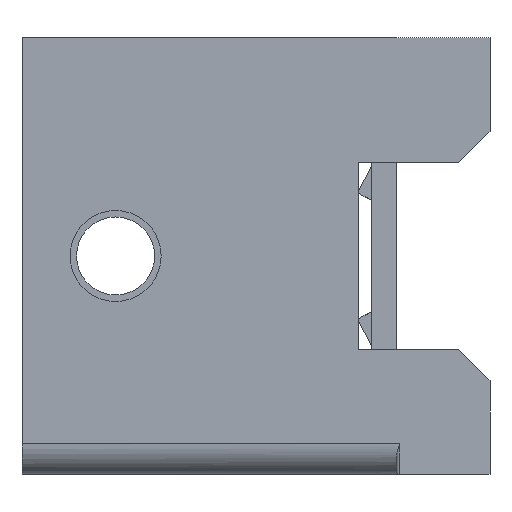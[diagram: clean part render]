
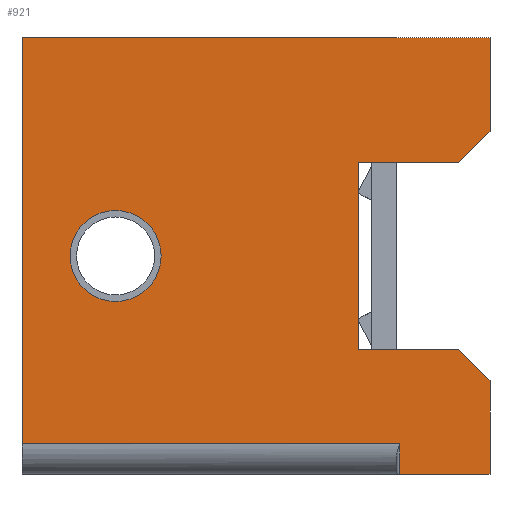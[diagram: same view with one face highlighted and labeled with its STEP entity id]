
A CAD part, left-side view. The second image highlights one B-rep face of the part: STEP entity #921.
In plain terms, the highlighted planar face has unit normal (-1, 0, 0).
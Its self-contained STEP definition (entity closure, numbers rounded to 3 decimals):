
#737=CARTESIAN_POINT('',(210.726,174.807,4.899));
#738=VERTEX_POINT('',#737);
#758=CARTESIAN_POINT('',(210.726,174.807,0.0));
#759=VERTEX_POINT('',#758);
#767=CARTESIAN_POINT('',(210.726,174.807,0.0));
#768=DIRECTION('',(0.0,0.0,1.0));
#769=VECTOR('',#768,4.899);
#770=LINE('',#767,#769);
#771=EDGE_CURVE('',#759,#738,#770,.T.);
#816=CARTESIAN_POINT('',(210.726,160.307,0.0));
#817=DIRECTION('',(-1.0,0.0,0.0));
#818=DIRECTION('',(0.0,0.0,1.0));
#819=AXIS2_PLACEMENT_3D('',#816,#817,#818);
#820=PLANE('',#819);
#821=CARTESIAN_POINT('',(210.726,235.307,4.899));
#822=VERTEX_POINT('',#821);
#823=CARTESIAN_POINT('',(210.726,174.807,4.899));
#824=DIRECTION('',(0.0,1.0,0.0));
#825=VECTOR('',#824,60.5);
#826=LINE('',#823,#825);
#827=EDGE_CURVE('',#738,#822,#826,.T.);
#828=ORIENTED_EDGE('',*,*,#827,.F.);
#829=ORIENTED_EDGE('',*,*,#771,.F.);
#830=CARTESIAN_POINT('',(210.726,160.307,0.0));
#831=VERTEX_POINT('',#830);
#832=CARTESIAN_POINT('',(210.726,174.807,0.0));
#833=DIRECTION('',(0.0,-1.0,0.0));
#834=VECTOR('',#833,14.5);
#835=LINE('',#832,#834);
#836=EDGE_CURVE('',#759,#831,#835,.T.);
#837=ORIENTED_EDGE('',*,*,#836,.T.);
#838=CARTESIAN_POINT('',(210.726,160.307,15.));
#839=VERTEX_POINT('',#838);
#840=CARTESIAN_POINT('',(210.726,160.307,0.0));
#841=DIRECTION('',(0.0,0.0,1.0));
#842=VECTOR('',#841,15.);
#843=LINE('',#840,#842);
#844=EDGE_CURVE('',#831,#839,#843,.T.);
#845=ORIENTED_EDGE('',*,*,#844,.T.);
#846=CARTESIAN_POINT('',(210.726,165.307,20.));
#847=VERTEX_POINT('',#846);
#848=CARTESIAN_POINT('',(210.726,160.307,15.));
#849=DIRECTION('',(0.0,0.707,0.707));
#850=VECTOR('',#849,7.071);
#851=LINE('',#848,#850);
#852=EDGE_CURVE('',#839,#847,#851,.T.);
#853=ORIENTED_EDGE('',*,*,#852,.T.);
#854=CARTESIAN_POINT('',(210.726,181.307,20.0));
#855=VERTEX_POINT('',#854);
#856=CARTESIAN_POINT('',(210.726,165.307,20.));
#857=DIRECTION('',(0.0,1.0,0.0));
#858=VECTOR('',#857,16.);
#859=LINE('',#856,#858);
#860=EDGE_CURVE('',#847,#855,#859,.T.);
#861=ORIENTED_EDGE('',*,*,#860,.T.);
#862=CARTESIAN_POINT('',(210.726,181.307,50.0));
#863=VERTEX_POINT('',#862);
#864=CARTESIAN_POINT('',(210.726,181.307,20.0));
#865=DIRECTION('',(0.0,0.0,1.0));
#866=VECTOR('',#865,30.0);
#867=LINE('',#864,#866);
#868=EDGE_CURVE('',#855,#863,#867,.T.);
#869=ORIENTED_EDGE('',*,*,#868,.T.);
#870=CARTESIAN_POINT('',(210.726,165.307,50.0));
#871=VERTEX_POINT('',#870);
#872=CARTESIAN_POINT('',(210.726,181.307,50.0));
#873=DIRECTION('',(0.0,-1.0,0.0));
#874=VECTOR('',#873,16.);
#875=LINE('',#872,#874);
#876=EDGE_CURVE('',#863,#871,#875,.T.);
#877=ORIENTED_EDGE('',*,*,#876,.T.);
#878=CARTESIAN_POINT('',(210.726,160.307,55.0));
#879=VERTEX_POINT('',#878);
#880=CARTESIAN_POINT('',(210.726,165.307,50.0));
#881=DIRECTION('',(0.0,-0.707,0.707));
#882=VECTOR('',#881,7.071);
#883=LINE('',#880,#882);
#884=EDGE_CURVE('',#871,#879,#883,.T.);
#885=ORIENTED_EDGE('',*,*,#884,.T.);
#886=CARTESIAN_POINT('',(210.726,160.307,70.0));
#887=VERTEX_POINT('',#886);
#888=CARTESIAN_POINT('',(210.726,160.307,55.0));
#889=DIRECTION('',(0.0,0.0,1.0));
#890=VECTOR('',#889,15.0);
#891=LINE('',#888,#890);
#892=EDGE_CURVE('',#879,#887,#891,.T.);
#893=ORIENTED_EDGE('',*,*,#892,.T.);
#894=CARTESIAN_POINT('',(210.726,235.307,70.0));
#895=VERTEX_POINT('',#894);
#896=CARTESIAN_POINT('',(210.726,160.307,70.0));
#897=DIRECTION('',(0.0,1.0,0.0));
#898=VECTOR('',#897,75.0);
#899=LINE('',#896,#898);
#900=EDGE_CURVE('',#887,#895,#899,.T.);
#901=ORIENTED_EDGE('',*,*,#900,.T.);
#902=CARTESIAN_POINT('',(210.726,235.307,4.899));
#903=DIRECTION('',(0.0,0.0,1.0));
#904=VECTOR('',#903,65.101);
#905=LINE('',#902,#904);
#906=EDGE_CURVE('',#822,#895,#905,.T.);
#907=ORIENTED_EDGE('',*,*,#906,.F.);
#908=EDGE_LOOP('',(#828,#829,#837,#845,#853,#861,#869,#877,#885,#893,#901,#907));
#909=FACE_OUTER_BOUND('',#908,.T.);
#910=CARTESIAN_POINT('',(210.726,220.307,42.3));
#911=VERTEX_POINT('',#910);
#912=CARTESIAN_POINT('',(210.726,220.307,35.0));
#913=DIRECTION('',(1.0,0.0,0.0));
#914=DIRECTION('',(0.0,0.0,-1.0));
#915=AXIS2_PLACEMENT_3D('',#912,#913,#914);
#916=CIRCLE('',#915,7.3);
#917=EDGE_CURVE('',#911,#911,#916,.T.);
#918=ORIENTED_EDGE('',*,*,#917,.T.);
#919=EDGE_LOOP('',(#918));
#920=FACE_BOUND('',#919,.T.);
#921=ADVANCED_FACE('',(#909,#920),#820,.T.);
